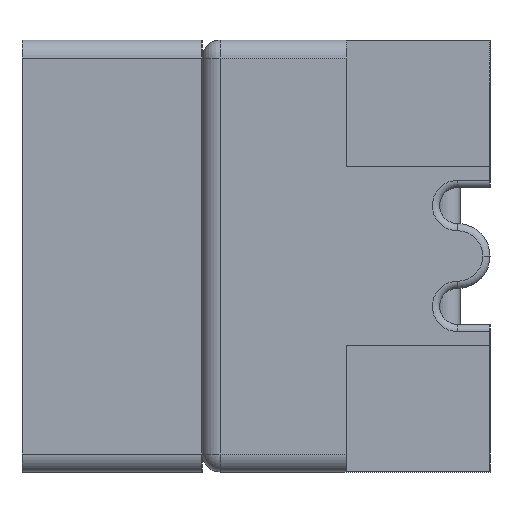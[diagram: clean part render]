
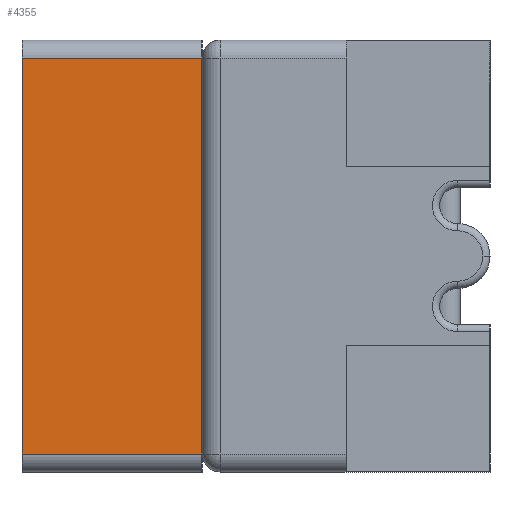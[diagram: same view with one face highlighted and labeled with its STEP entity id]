
A CAD part, left-side view. The second image highlights one B-rep face of the part: STEP entity #4355.
In plain terms, the highlighted planar face has unit normal (-1, 0, 0).
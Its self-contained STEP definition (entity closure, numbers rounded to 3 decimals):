
#241 = DIRECTION ( 'NONE',  ( 0., -1., 0. ) ) ;
#806 = LINE ( 'NONE', #5375, #5322 ) ;
#857 = VERTEX_POINT ( 'NONE', #2305 ) ;
#1024 = DIRECTION ( 'NONE',  ( 0., 0., 1. ) ) ;
#1053 = CARTESIAN_POINT ( 'NONE',  ( -1., 1.3, 0.55 ) ) ;
#1216 = PLANE ( 'NONE',  #2903 ) ;
#1233 = EDGE_CURVE ( 'NONE', #857, #5136, #1391, .T. ) ;
#1260 = VERTEX_POINT ( 'NONE', #1053 ) ;
#1391 = LINE ( 'NONE', #4093, #3903 ) ;
#1436 = VECTOR ( 'NONE', #1024, 1000. ) ;
#1629 = DIRECTION ( 'NONE',  ( 0., 0., -1. ) ) ;
#1728 = DIRECTION ( 'NONE',  ( 0., 0., 1. ) ) ;
#2194 = CARTESIAN_POINT ( 'NONE',  ( -1., 0.8, -0.55 ) ) ;
#2305 = CARTESIAN_POINT ( 'NONE',  ( -1., 1.3, -0.55 ) ) ;
#2379 = CARTESIAN_POINT ( 'NONE',  ( -1., 0.8, 0.6 ) ) ;
#2403 = CARTESIAN_POINT ( 'NONE',  ( -1., 0.8, 0.55 ) ) ;
#2815 = EDGE_CURVE ( 'NONE', #5136, #4142, #3264, .T. ) ;
#2903 = AXIS2_PLACEMENT_3D ( 'NONE', #2920, #4691, #1629 ) ;
#2915 = EDGE_CURVE ( 'NONE', #857, #1260, #806, .T. ) ;
#2920 = CARTESIAN_POINT ( 'NONE',  ( -1., 1.3, 0.6 ) ) ;
#2979 = ORIENTED_EDGE ( 'NONE', *, *, #2815, .T. ) ;
#3075 = ORIENTED_EDGE ( 'NONE', *, *, #1233, .T. ) ;
#3264 = LINE ( 'NONE', #2379, #1436 ) ;
#3525 = FACE_OUTER_BOUND ( 'NONE', #5590, .T. ) ;
#3666 = LINE ( 'NONE', #4890, #4819 ) ;
#3903 = VECTOR ( 'NONE', #241, 1000. ) ;
#4093 = CARTESIAN_POINT ( 'NONE',  ( -1., 1.3, -0.55 ) ) ;
#4142 = VERTEX_POINT ( 'NONE', #2403 ) ;
#4196 = EDGE_CURVE ( 'NONE', #4142, #1260, #3666, .T. ) ;
#4309 = ORIENTED_EDGE ( 'NONE', *, *, #4196, .T. ) ;
#4355 = ADVANCED_FACE ( 'NONE', ( #3525 ), #1216, .F. ) ;
#4564 = DIRECTION ( 'NONE',  ( 0., 1., 0. ) ) ;
#4691 = DIRECTION ( 'NONE',  ( 1., 0., 0. ) ) ;
#4819 = VECTOR ( 'NONE', #4564, 1000. ) ;
#4890 = CARTESIAN_POINT ( 'NONE',  ( -1., 1.3, 0.55 ) ) ;
#5136 = VERTEX_POINT ( 'NONE', #2194 ) ;
#5322 = VECTOR ( 'NONE', #1728, 1000. ) ;
#5375 = CARTESIAN_POINT ( 'NONE',  ( -1., 1.3, 0.6 ) ) ;
#5542 = ORIENTED_EDGE ( 'NONE', *, *, #2915, .F. ) ;
#5590 = EDGE_LOOP ( 'NONE', ( #2979, #4309, #5542, #3075 ) ) ;
